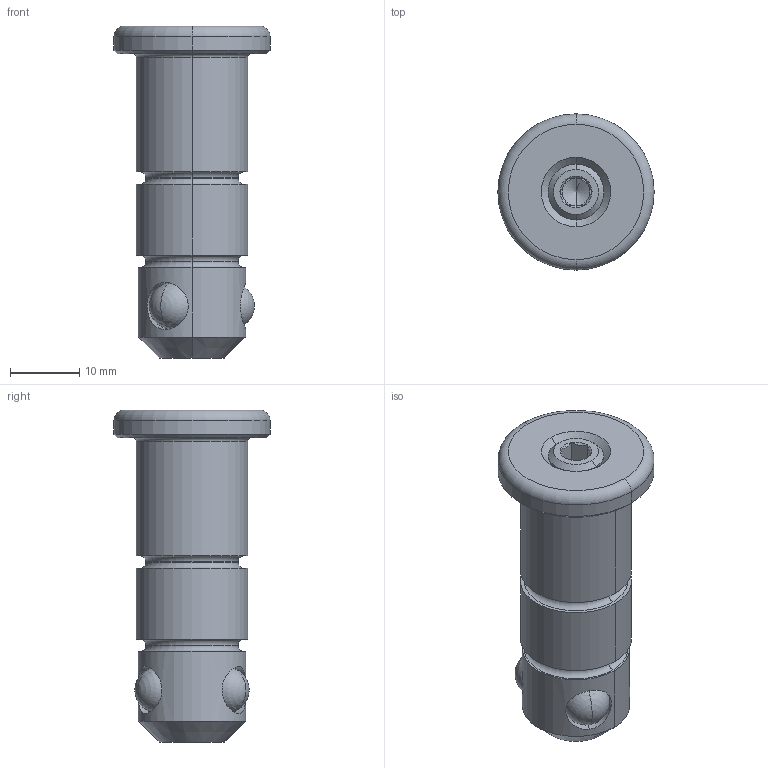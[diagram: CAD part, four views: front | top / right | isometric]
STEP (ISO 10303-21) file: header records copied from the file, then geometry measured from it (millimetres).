
FILE_DESCRIPTION(('STEP AP214'),'1');
FILE_NAME('160523.STP','2011-09-09T11:13:40',(' '),(' '),'Spatial InterOp 3D',' ',' ');
FILE_SCHEMA(('automotive_design'));
Length unit declared in the file: millimetre
Products named in the file (7): Zylinder; Kugel; Gewindestift DIN 914 M5x5; Gewindestift DIN 915 M8x35
Bounding box: 22.5 x 22.5 x 47.8 mm (x, y, z)
Volume: 9593 mm3; surface area: 5985 mm2
Topology: 7 solids, 7 shells, 128 faces, 328 edges, 198 vertices
Faces by surface type: plane 36, cylinder 34, cone 34, torus 16, sphere 8
Entity records: 5292 total; most frequent: CARTESIAN_POINT 1104, DIRECTION 668, ORIENTED_EDGE 612, EDGE_CURVE 306, AXIS2_PLACEMENT_3D 276, VERTEX_POINT 198, EDGE_LOOP 142, CIRCLE 138
